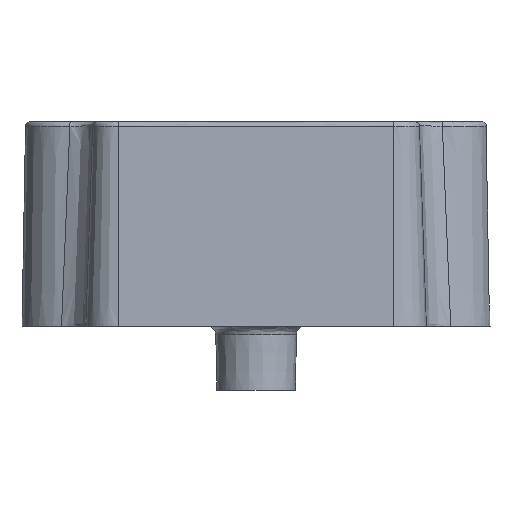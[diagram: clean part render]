
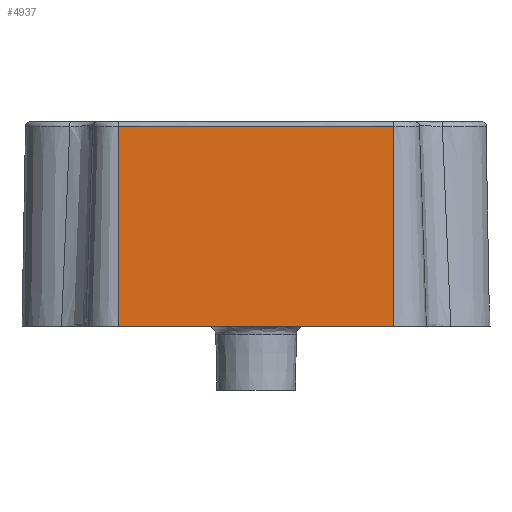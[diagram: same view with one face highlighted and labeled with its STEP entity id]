
A CAD part, front view. The second image highlights one B-rep face of the part: STEP entity #4937.
In plain terms, the highlighted planar face has unit normal (0, -0.999, 0.035).
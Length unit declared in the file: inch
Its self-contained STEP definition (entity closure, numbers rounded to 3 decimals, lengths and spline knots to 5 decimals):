
#88 = VERTEX_POINT ( 'NONE', #7279 ) ;
#692 = EDGE_CURVE ( 'NONE', #88, #6209, #11410, .T. ) ;
#1382 = CARTESIAN_POINT ( 'NONE',  ( 1.63942, 1.15859, 0.89035 ) ) ;
#2022 = CARTESIAN_POINT ( 'NONE',  ( 2.28611, 1.15859, 0.89035 ) ) ;
#2516 = ORIENTED_EDGE ( 'NONE', *, *, #9489, .F. ) ;
#2775 = ORIENTED_EDGE ( 'NONE', *, *, #6617, .T. ) ;
#2782 = DIRECTION ( 'NONE',  ( 0., -0.035, -0.999 ) ) ;
#3366 = PLANE ( 'NONE',  #7052 ) ;
#3715 = CARTESIAN_POINT ( 'NONE',  ( 1.63554, 1.15859, 0.89035 ) ) ;
#3978 = ORIENTED_EDGE ( 'NONE', *, *, #692, .T. ) ;
#4608 = LINE ( 'NONE', #13168, #6713 ) ;
#4864 = DIRECTION ( 'NONE',  ( -1., 0., 0. ) ) ;
#4937 = ADVANCED_FACE ( 'NONE', ( #12947 ), #3366, .T. ) ;
#5903 = LINE ( 'NONE', #10203, #8615 ) ;
#6209 = VERTEX_POINT ( 'NONE', #10899 ) ;
#6617 = EDGE_CURVE ( 'NONE', #12095, #8760, #5903, .T. ) ;
#6713 = VECTOR ( 'NONE', #12129, 39.37008 ) ;
#7052 = AXIS2_PLACEMENT_3D ( 'NONE', #3715, #9069, #2782 ) ;
#7279 = CARTESIAN_POINT ( 'NONE',  ( 1.63963, 1.14217, 0.42 ) ) ;
#8487 = EDGE_CURVE ( 'NONE', #8760, #88, #4608, .T. ) ;
#8615 = VECTOR ( 'NONE', #4864, 39.37008 ) ;
#8760 = VERTEX_POINT ( 'NONE', #1382 ) ;
#9069 = DIRECTION ( 'NONE',  ( 0., -0.999, 0.035 ) ) ;
#9113 = EDGE_LOOP ( 'NONE', ( #13143, #3978, #2516, #2775 ) ) ;
#9489 = EDGE_CURVE ( 'NONE', #12095, #6209, #10813, .T. ) ;
#9594 = VECTOR ( 'NONE', #11487, 39.37008 ) ;
#10203 = CARTESIAN_POINT ( 'NONE',  ( 1.63554, 1.15859, 0.89035 ) ) ;
#10415 = CARTESIAN_POINT ( 'NONE',  ( 2.28591, 1.14217, 0.42 ) ) ;
#10557 = CARTESIAN_POINT ( 'NONE',  ( 1.40617, 1.14217, 0.42 ) ) ;
#10813 = B_SPLINE_CURVE_WITH_KNOTS ( 'NONE', 1,
 ( #2022, #10415 ),
 .UNSPECIFIED., .F., .F.,
 ( 2, 2 ),
 ( 0., 1. ),
 .UNSPECIFIED. ) ;
#10899 = CARTESIAN_POINT ( 'NONE',  ( 2.28591, 1.14217, 0.42 ) ) ;
#11410 = LINE ( 'NONE', #10557, #9594 ) ;
#11487 = DIRECTION ( 'NONE',  ( 1., 0., 0. ) ) ;
#12095 = VERTEX_POINT ( 'NONE', #13628 ) ;
#12129 = DIRECTION ( 'NONE',  ( 0., -0.035, -0.999 ) ) ;
#12947 = FACE_OUTER_BOUND ( 'NONE', #9113, .T. ) ;
#13143 = ORIENTED_EDGE ( 'NONE', *, *, #8487, .T. ) ;
#13168 = CARTESIAN_POINT ( 'NONE',  ( 1.63942, 1.15859, 0.89035 ) ) ;
#13628 = CARTESIAN_POINT ( 'NONE',  ( 2.28611, 1.15859, 0.89035 ) ) ;
